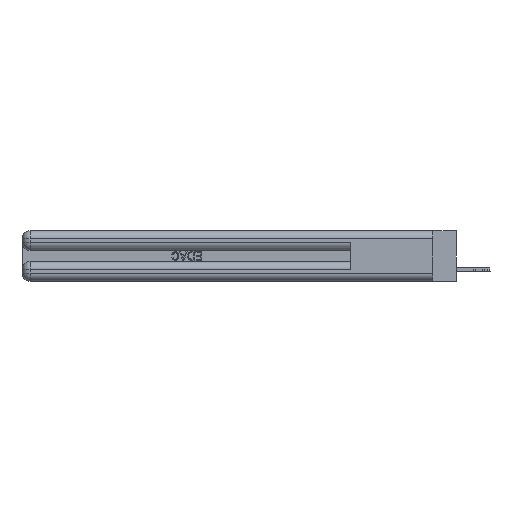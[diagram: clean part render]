
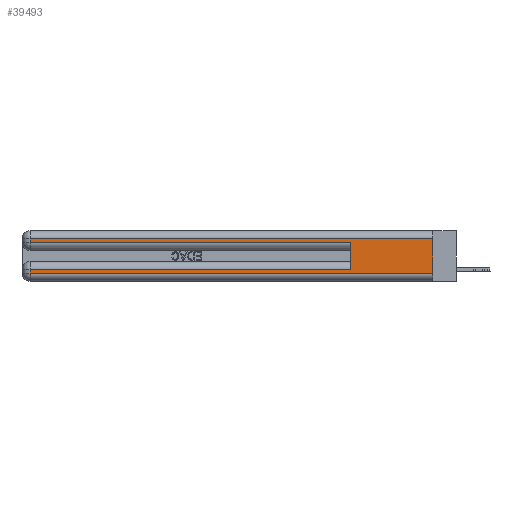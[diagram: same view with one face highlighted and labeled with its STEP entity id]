
A CAD part, left-side view. The second image highlights one B-rep face of the part: STEP entity #39493.
In plain terms, the highlighted planar face has unit normal (-1, 0, 0).
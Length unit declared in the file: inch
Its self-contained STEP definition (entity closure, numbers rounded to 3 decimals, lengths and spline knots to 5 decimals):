
#54 = ORIENTED_EDGE ( 'NONE', *, *, #13514, .T. ) ;
#562 = VECTOR ( 'NONE', #27471, 39.37008 ) ;
#565 = ORIENTED_EDGE ( 'NONE', *, *, #17786, .T. ) ;
#710 = DIRECTION ( 'NONE',  ( 0., 0., 1. ) ) ;
#772 = CARTESIAN_POINT ( 'NONE',  ( 0., 0., 0.31 ) ) ;
#1203 = EDGE_CURVE ( 'NONE', #29589, #22744, #15971, .T. ) ;
#1545 = LINE ( 'NONE', #2851, #4488 ) ;
#2851 = CARTESIAN_POINT ( 'NONE',  ( 0., 0., 0.37 ) ) ;
#2890 = DIRECTION ( 'NONE',  ( 1., 0., 0. ) ) ;
#3051 = CARTESIAN_POINT ( 'NONE',  ( 0., 0., 0.37 ) ) ;
#4488 = VECTOR ( 'NONE', #33590, 39.37008 ) ;
#7713 = ORIENTED_EDGE ( 'NONE', *, *, #40706, .F. ) ;
#8695 = ORIENTED_EDGE ( 'NONE', *, *, #46672, .T. ) ;
#9271 = CARTESIAN_POINT ( 'NONE',  ( 0., 0.6, 0.085 ) ) ;
#9658 = VERTEX_POINT ( 'NONE', #21750 ) ;
#9848 = VECTOR ( 'NONE', #41555, 39.37008 ) ;
#11380 = VERTEX_POINT ( 'NONE', #42726 ) ;
#12011 = VERTEX_POINT ( 'NONE', #9271 ) ;
#13237 = LINE ( 'NONE', #17806, #41247 ) ;
#13514 = EDGE_CURVE ( 'NONE', #31507, #9658, #13517, .T. ) ;
#13517 = LINE ( 'NONE', #772, #30751 ) ;
#13645 = CARTESIAN_POINT ( 'NONE',  ( 0., 0., 0.06 ) ) ;
#15679 = VECTOR ( 'NONE', #710, 39.37008 ) ;
#15848 = CARTESIAN_POINT ( 'NONE',  ( 0., 2.94, 0.37 ) ) ;
#15971 = LINE ( 'NONE', #21380, #36279 ) ;
#16032 = EDGE_LOOP ( 'NONE', ( #7713, #54, #16430, #565, #37450, #8695, #25431, #34283 ) ) ;
#16119 = EDGE_CURVE ( 'NONE', #38748, #29589, #13237, .T. ) ;
#16430 = ORIENTED_EDGE ( 'NONE', *, *, #23531, .T. ) ;
#17071 = VECTOR ( 'NONE', #25158, 39.37008 ) ;
#17786 = EDGE_CURVE ( 'NONE', #11380, #48113, #28934, .T. ) ;
#17806 = CARTESIAN_POINT ( 'NONE',  ( 0., 2.94, 0.37 ) ) ;
#21380 = CARTESIAN_POINT ( 'NONE',  ( 0., 0., 0.06 ) ) ;
#21416 = CARTESIAN_POINT ( 'NONE',  ( 0., 0.6, 0.285 ) ) ;
#21750 = CARTESIAN_POINT ( 'NONE',  ( 0., 2.94, 0.31 ) ) ;
#21896 = FACE_OUTER_BOUND ( 'NONE', #16032, .T. ) ;
#21997 = PLANE ( 'NONE',  #43315 ) ;
#22744 = VERTEX_POINT ( 'NONE', #13645 ) ;
#23320 = CARTESIAN_POINT ( 'NONE',  ( 0., 0.6, 0.145 ) ) ;
#23531 = EDGE_CURVE ( 'NONE', #9658, #11380, #34576, .T. ) ;
#25158 = DIRECTION ( 'NONE',  ( 0., -1., 0. ) ) ;
#25431 = ORIENTED_EDGE ( 'NONE', *, *, #16119, .T. ) ;
#25510 = CARTESIAN_POINT ( 'NONE',  ( 0., 2.94, 0.06 ) ) ;
#27016 = DIRECTION ( 'NONE',  ( 0., 1., 0. ) ) ;
#27471 = DIRECTION ( 'NONE',  ( 0., 0., -1. ) ) ;
#28934 = LINE ( 'NONE', #47451, #17071 ) ;
#29081 = CARTESIAN_POINT ( 'NONE',  ( 0., 0., 0.31 ) ) ;
#29122 = DIRECTION ( 'NONE',  ( 0., 0., -1. ) ) ;
#29589 = VERTEX_POINT ( 'NONE', #25510 ) ;
#29883 = CARTESIAN_POINT ( 'NONE',  ( 0., 0., 0.085 ) ) ;
#30066 = EDGE_CURVE ( 'NONE', #12011, #48113, #44275, .T. ) ;
#30751 = VECTOR ( 'NONE', #27016, 39.37008 ) ;
#31507 = VERTEX_POINT ( 'NONE', #29081 ) ;
#32532 = DIRECTION ( 'NONE',  ( 0., 0., -1. ) ) ;
#33590 = DIRECTION ( 'NONE',  ( 0., 0., -1. ) ) ;
#34283 = ORIENTED_EDGE ( 'NONE', *, *, #1203, .T. ) ;
#34576 = LINE ( 'NONE', #15848, #562 ) ;
#36218 = DIRECTION ( 'NONE',  ( 0., -1., 0. ) ) ;
#36279 = VECTOR ( 'NONE', #36218, 39.37008 ) ;
#37063 = CARTESIAN_POINT ( 'NONE',  ( 0., 2.94, 0.085 ) ) ;
#37262 = LINE ( 'NONE', #29883, #9848 ) ;
#37450 = ORIENTED_EDGE ( 'NONE', *, *, #30066, .F. ) ;
#38748 = VERTEX_POINT ( 'NONE', #37063 ) ;
#39493 = ADVANCED_FACE ( 'NONE', ( #21896 ), #21997, .F. ) ;
#40706 = EDGE_CURVE ( 'NONE', #31507, #22744, #1545, .T. ) ;
#41247 = VECTOR ( 'NONE', #32532, 39.37008 ) ;
#41555 = DIRECTION ( 'NONE',  ( 0., 1., 0. ) ) ;
#42726 = CARTESIAN_POINT ( 'NONE',  ( 0., 2.94, 0.285 ) ) ;
#43315 = AXIS2_PLACEMENT_3D ( 'NONE', #3051, #2890, #29122 ) ;
#44275 = LINE ( 'NONE', #23320, #15679 ) ;
#46672 = EDGE_CURVE ( 'NONE', #12011, #38748, #37262, .T. ) ;
#47451 = CARTESIAN_POINT ( 'NONE',  ( 0., 0., 0.285 ) ) ;
#48113 = VERTEX_POINT ( 'NONE', #21416 ) ;
